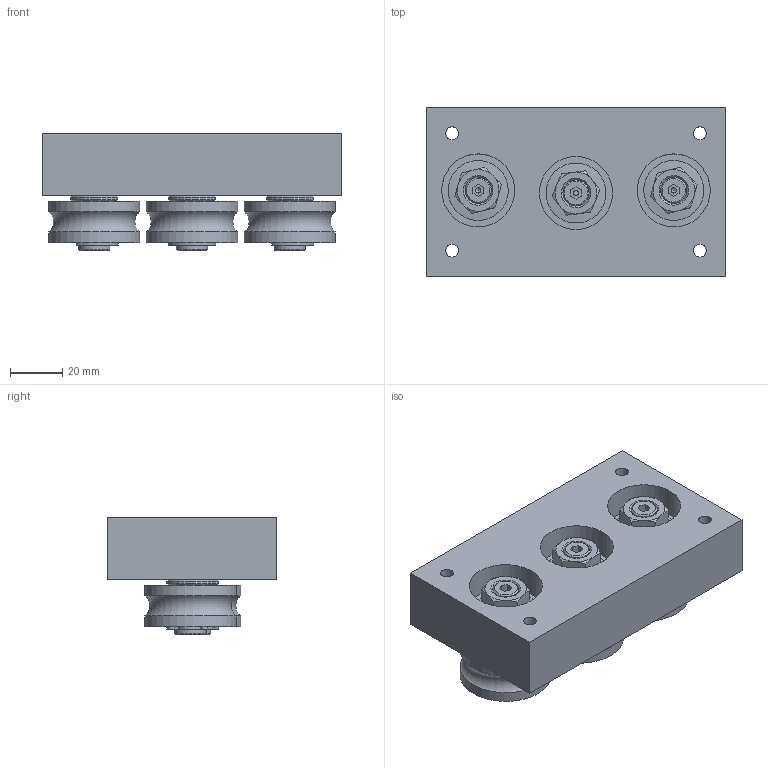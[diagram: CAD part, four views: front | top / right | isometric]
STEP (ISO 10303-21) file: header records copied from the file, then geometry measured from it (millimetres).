
FILE_DESCRIPTION(/* description */ ('GR.CARRELLO COMPL.PER IL65 115X65 3ROT.'),/* implementation_level */ '2;1');
FILE_NAME(/* name */ 'GCARO0000094.stp',/* time_stamp */ '2022-07-28T15:21:05+02:00',/* author */ ('tecnico2.vi'),/* organization */ (''),/* preprocessor_version */ 'ST-DEVELOPER v18.1',/* originating_system */ 'Autodesk Inventor 2022',/* authorisation */ '');
FILE_SCHEMA (('AUTOMOTIVE_DESIGN { 1 0 10303 214 3 1 1 }'));
Length unit declared in the file: millimetre
Products named in the file (10): 60CA00011-A; DPSCA0000301; 23.535.01C; 70PE00128-A; GRUGD0000066; 70PE00129-A; 80RT00001-A; CMLTA0000001; Dado M10 UNI5588 FE 310-0; CARRA0000007
Assembly tree (14 placements, depth 3):
  60CA00011-A
    DPSCA0000301
    23.535.01C  x2
      70PE00128-A
      80RT00001-A
      CMLTA0000001
      CARRA0000007
      Dado M10 UNI5588 FE 310-0
    GRUGD0000066
      70PE00129-A
      80RT00001-A
      CMLTA0000001
      Dado M10 UNI5588 FE 310-0
      CARRA0000007
Bounding box: 115 x 65 x 45 mm (x, y, z)
Volume: 207997.7 mm3; surface area: 59891.8 mm2
Topology: 22 solids, 22 shells, 308 faces, 658 edges, 418 vertices
Faces by surface type: plane 126, cylinder 114, cone 65, torus 3
Full cylindrical faces by diameter (mm): 2 x3, 4.917 x6, 10 x12, 10.2 x3, 12 x9, 18 x15, 23 x3, 28 x15, 35 x6
Entity records: 4311 total; most frequent: DIRECTION 742, CARTESIAN_POINT 707, ORIENTED_EDGE 598, AXIS2_PLACEMENT_3D 301, EDGE_CURVE 299, VERTEX_POINT 194, EDGE_LOOP 185, FACE_OUTER_BOUND 142
